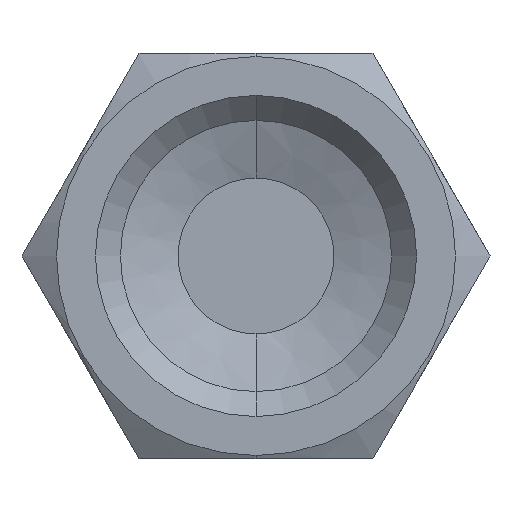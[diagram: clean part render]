
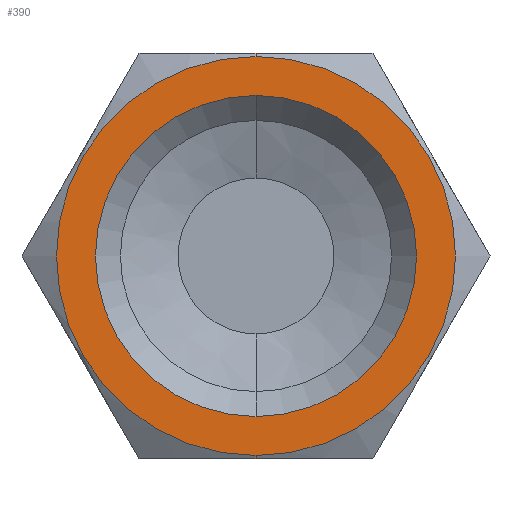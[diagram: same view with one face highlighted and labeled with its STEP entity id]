
A CAD part, front view. The second image highlights one B-rep face of the part: STEP entity #390.
In plain terms, the highlighted planar face has unit normal (0, -1, 0).
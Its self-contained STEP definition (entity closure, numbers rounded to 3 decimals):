
#54 = EDGE_CURVE ( 'NONE', #57, #118, #727, .T. ) ;
#57 = VERTEX_POINT ( 'NONE', #723 ) ;
#112 = VERTEX_POINT ( 'NONE', #1025 ) ;
#114 = EDGE_CURVE ( 'NONE', #120, #112, #978, .T. ) ;
#118 = VERTEX_POINT ( 'NONE', #996 ) ;
#120 = VERTEX_POINT ( 'NONE', #995 ) ;
#306 = ORIENTED_EDGE ( 'NONE', *, *, #54, .T. ) ;
#326 = EDGE_CURVE ( 'NONE', #112, #120, #1332, .T. ) ;
#353 = ORIENTED_EDGE ( 'NONE', *, *, #354, .T. ) ;
#354 = EDGE_CURVE ( 'NONE', #118, #57, #1294, .T. ) ;
#377 = EDGE_LOOP ( 'NONE', ( #391, #392 ) ) ;
#390 = ADVANCED_FACE ( 'NONE', ( #1402, #1401 ), #1400, .T. ) ;
#391 = ORIENTED_EDGE ( 'NONE', *, *, #326, .T. ) ;
#392 = ORIENTED_EDGE ( 'NONE', *, *, #114, .T. ) ;
#393 = EDGE_LOOP ( 'NONE', ( #306, #353 ) ) ;
#723 = CARTESIAN_POINT ( 'NONE',  ( 0., 0., -5.15 ) ) ;
#724 = DIRECTION ( 'NONE',  ( 0., 0., 1. ) ) ;
#725 = DIRECTION ( 'NONE',  ( 0., 1., 0. ) ) ;
#726 = AXIS2_PLACEMENT_3D ( 'NONE', #752, #725, #724 ) ;
#727 = CIRCLE ( 'NONE', #726, 5.15 ) ;
#752 = CARTESIAN_POINT ( 'NONE',  ( 0., 0., 0. ) ) ;
#975 = DIRECTION ( 'NONE',  ( 0., -1., 0. ) ) ;
#976 = CARTESIAN_POINT ( 'NONE',  ( 0., 0., 0. ) ) ;
#977 = AXIS2_PLACEMENT_3D ( 'NONE', #976, #975, #997 ) ;
#978 = CIRCLE ( 'NONE', #977, 6.4 ) ;
#995 = CARTESIAN_POINT ( 'NONE',  ( 0., 0., -6.4 ) ) ;
#996 = CARTESIAN_POINT ( 'NONE',  ( 0., 0., 5.15 ) ) ;
#997 = DIRECTION ( 'NONE',  ( 0., 0., -1. ) ) ;
#1025 = CARTESIAN_POINT ( 'NONE',  ( 0., 0., 6.4 ) ) ;
#1290 = DIRECTION ( 'NONE',  ( 0., 0., 1. ) ) ;
#1291 = DIRECTION ( 'NONE',  ( 0., 1., 0. ) ) ;
#1292 = CARTESIAN_POINT ( 'NONE',  ( 0., 0., 0. ) ) ;
#1293 = AXIS2_PLACEMENT_3D ( 'NONE', #1292, #1291, #1290 ) ;
#1294 = CIRCLE ( 'NONE', #1293, 5.15 ) ;
#1331 = CARTESIAN_POINT ( 'NONE',  ( 0., 0., 0. ) ) ;
#1332 = CIRCLE ( 'NONE', #1431, 6.4 ) ;
#1396 = DIRECTION ( 'NONE',  ( 0., 0., -1. ) ) ;
#1397 = DIRECTION ( 'NONE',  ( 0., -1., 0. ) ) ;
#1398 = CARTESIAN_POINT ( 'NONE',  ( 0., 0., 0. ) ) ;
#1399 = AXIS2_PLACEMENT_3D ( 'NONE', #1398, #1397, #1396 ) ;
#1400 = PLANE ( 'NONE',  #1399 ) ;
#1401 = FACE_BOUND ( 'NONE', #393, .T. ) ;
#1402 = FACE_OUTER_BOUND ( 'NONE', #377, .T. ) ;
#1429 = DIRECTION ( 'NONE',  ( 0., 0., -1. ) ) ;
#1430 = DIRECTION ( 'NONE',  ( 0., -1., 0. ) ) ;
#1431 = AXIS2_PLACEMENT_3D ( 'NONE', #1331, #1430, #1429 ) ;
